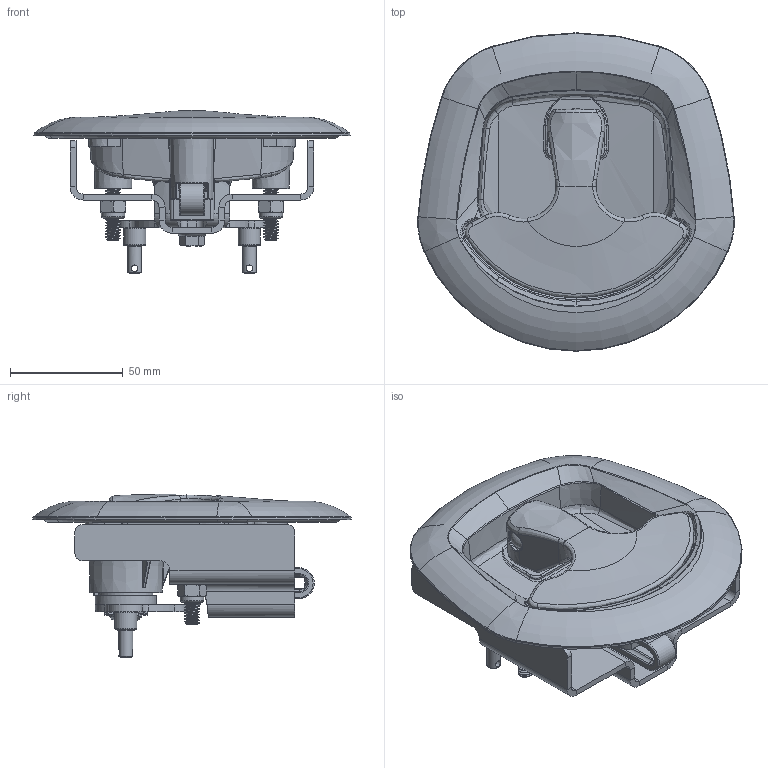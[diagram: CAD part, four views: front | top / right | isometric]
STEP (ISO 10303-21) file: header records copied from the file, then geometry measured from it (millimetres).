
FILE_DESCRIPTION(/* description */ (''),/* implementation_level */ '2;1');
FILE_NAME(/* name */ '28520.stp',/* time_stamp */ '2023-04-12T08:22:32-04:00',/* author */ ('dkoegle'),/* organization */ ('Eberhard Manufacturing Company'),/* preprocessor_version */ 'ST-DEVELOPER v18.1',/* originating_system */ 'Autodesk Inventor 2022',/* authorisation */ '');
FILE_SCHEMA (('AUTOMOTIVE_DESIGN { 1 0 10303 214 3 1 1 }'));
Length unit declared in the file: inch
Products named in the file (1): 28520
Bounding box: 140.07 x 141.04 x 72.62 mm (x, y, z)
Volume: 145563 mm3; surface area: 117465 mm2
Topology: 7 solids, 65 shells, 5318 faces, 13366 edges, 8218 vertices
Faces by surface type: plane 2159, bspline 1606, cylinder 825, torus 412, cone 161, sphere 155
Full cylindrical faces by diameter (mm): 2 x1, 2.896 x2, 3.493 x1, 4.286 x1, 4.483 x1, 4.699 x1, 4.7 x36, 4.826 x2, 4.978 x11, 5.004 x1, 6.096 x2, 6.159 x2, 6.35 x23, 7.137 x2, 9.779 x2, 10 x1, 10.43 x2, 11.201 x2, 12.662 x2, 12.8 x3, 13.891 x2, 14.224 x1, 15.875 x1, 15.9 x1, 16.51 x1, 16.8 x1, 18.49 x1, 22.733 x1, 26.975 x1
Entity records: 236521 total; most frequent: CARTESIAN_POINT 113827, ORIENTED_EDGE 26550, DIRECTION 20814, EDGE_CURVE 13275, VERTEX_POINT 8214, AXIS2_PLACEMENT_3D 7317, LINE 6180, VECTOR 6180
